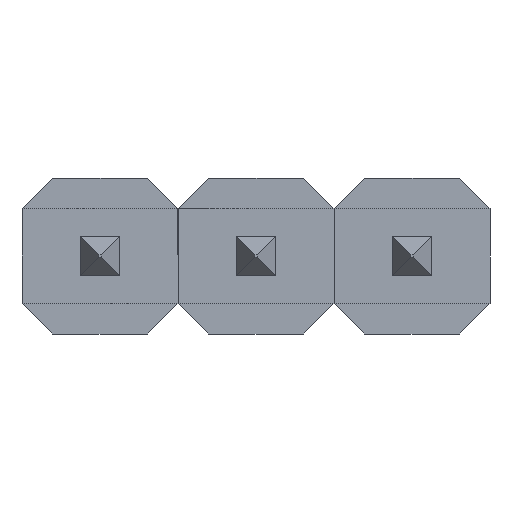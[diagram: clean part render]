
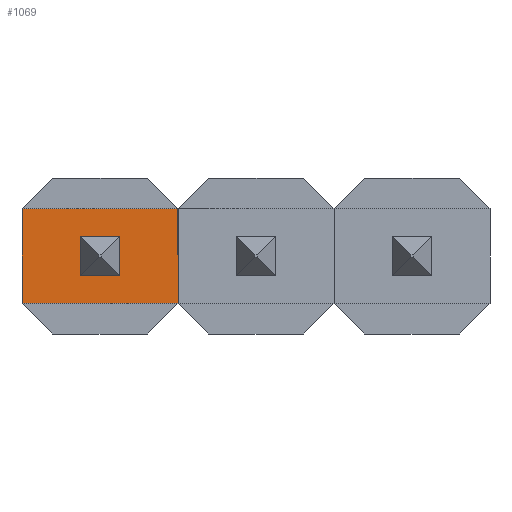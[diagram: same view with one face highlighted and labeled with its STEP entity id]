
A CAD part, front view. The second image highlights one B-rep face of the part: STEP entity #1069.
In plain terms, the highlighted planar face has unit normal (0, -1, 0).
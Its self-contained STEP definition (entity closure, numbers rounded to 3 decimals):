
#2 = FACE_OUTER_BOUND ( 'NONE', #585, .T. ) ;
#30 = LINE ( 'NONE', #836, #1001 ) ;
#46 = ORIENTED_EDGE ( 'NONE', *, *, #530, .F. ) ;
#82 = VERTEX_POINT ( 'NONE', #333 ) ;
#174 = DIRECTION ( 'NONE',  ( 1., 0., 0. ) ) ;
#321 = AXIS2_PLACEMENT_3D ( 'NONE', #1163, #1076, #515 ) ;
#322 = ORIENTED_EDGE ( 'NONE', *, *, #583, .F. ) ;
#333 = CARTESIAN_POINT ( 'NONE',  ( 1.27, 0.5, 0.665 ) ) ;
#339 = VECTOR ( 'NONE', #809, 1000. ) ;
#348 = CARTESIAN_POINT ( 'NONE',  ( -1.27, 0.5, -0.875 ) ) ;
#379 = CARTESIAN_POINT ( 'NONE',  ( -1.27, 0.5, 0.665 ) ) ;
#384 = VERTEX_POINT ( 'NONE', #726 ) ;
#433 = ORIENTED_EDGE ( 'NONE', *, *, #983, .F. ) ;
#448 = VERTEX_POINT ( 'NONE', #453 ) ;
#453 = CARTESIAN_POINT ( 'NONE',  ( 1.27, 0.5, -0.875 ) ) ;
#515 = DIRECTION ( 'NONE',  ( 0., 0., 1. ) ) ;
#526 = CARTESIAN_POINT ( 'NONE',  ( 1.27, 0.5, 0.665 ) ) ;
#530 = EDGE_CURVE ( 'NONE', #82, #448, #636, .T. ) ;
#583 = EDGE_CURVE ( 'NONE', #384, #764, #613, .T. ) ;
#585 = EDGE_LOOP ( 'NONE', ( #322, #433, #46, #1132 ) ) ;
#587 = DIRECTION ( 'NONE',  ( -1., 0., 0. ) ) ;
#603 = PLANE ( 'NONE',  #321 ) ;
#613 = LINE ( 'NONE', #348, #814 ) ;
#636 = LINE ( 'NONE', #526, #339 ) ;
#670 = EDGE_CURVE ( 'NONE', #764, #82, #30, .T. ) ;
#726 = CARTESIAN_POINT ( 'NONE',  ( -1.27, 0.5, -0.875 ) ) ;
#764 = VERTEX_POINT ( 'NONE', #379 ) ;
#809 = DIRECTION ( 'NONE',  ( 0., 0., -1. ) ) ;
#814 = VECTOR ( 'NONE', #1184, 1000. ) ;
#836 = CARTESIAN_POINT ( 'NONE',  ( -1.27, 0.5, 0.665 ) ) ;
#839 = LINE ( 'NONE', #1154, #871 ) ;
#871 = VECTOR ( 'NONE', #587, 1000. ) ;
#983 = EDGE_CURVE ( 'NONE', #448, #384, #839, .T. ) ;
#1001 = VECTOR ( 'NONE', #174, 1000. ) ;
#1069 = ADVANCED_FACE ( 'NONE', ( #2 ), #603, .F. ) ;
#1076 = DIRECTION ( 'NONE',  ( 0., 1., 0. ) ) ;
#1132 = ORIENTED_EDGE ( 'NONE', *, *, #670, .F. ) ;
#1154 = CARTESIAN_POINT ( 'NONE',  ( 1.27, 0.5, -0.875 ) ) ;
#1163 = CARTESIAN_POINT ( 'NONE',  ( 0., 0.5, 0. ) ) ;
#1184 = DIRECTION ( 'NONE',  ( 0., 0., 1. ) ) ;
